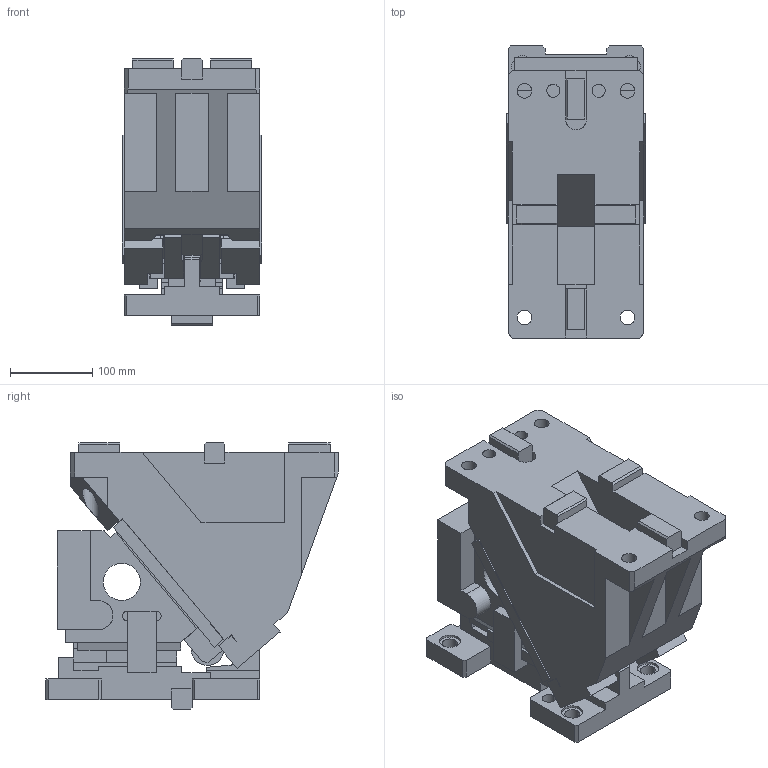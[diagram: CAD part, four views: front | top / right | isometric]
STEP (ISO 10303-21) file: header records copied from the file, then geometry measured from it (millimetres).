
FILE_DESCRIPTION(('CATIA V5 STEP Exchange'),'2;1');
FILE_NAME('CACN_F_150_00.stp','2015-04-24T09:57:10+00:00',('none'),('none'),'CATIA Version 5 Release 19 SP 2 (IN-10)','CATIA V5 STEP AP203','none');
FILE_SCHEMA(('CONFIG_CONTROL_DESIGN'));
Length unit declared in the file: millimetre
Products named in the file (1): CACN_F_150_00
Bounding box: 169 x 355 x 324 mm (x, y, z)
Volume: 10233007.6 mm3; surface area: 728593.5 mm2
Topology: 3 solids, 4 shells, 470 faces, 1367 edges, 910 vertices
Faces by surface type: plane 391, cylinder 73, cone 6
Entity records: 16635 total; most frequent: CARTESIAN_POINT 4508, ORIENTED_EDGE 2730, DIRECTION 2105, EDGE_CURVE 1365, VECTOR 1188, LINE 1188, VERTEX_POINT 910, EDGE_LOOP 511
